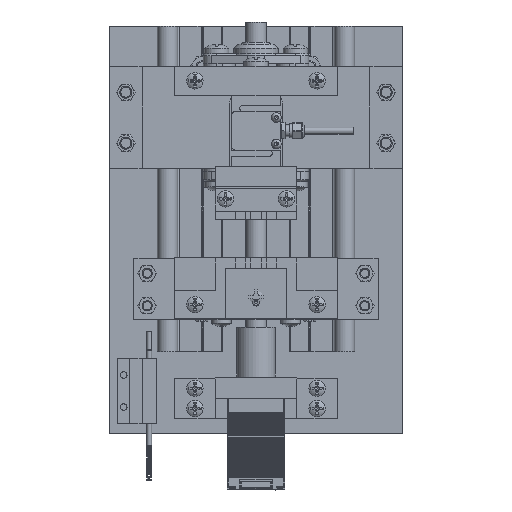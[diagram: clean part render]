
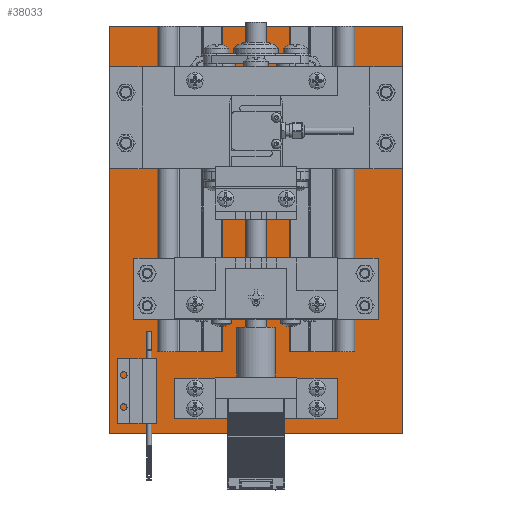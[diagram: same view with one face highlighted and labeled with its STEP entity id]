
A CAD part, top view. The second image highlights one B-rep face of the part: STEP entity #38033.
In plain terms, the highlighted planar face has unit normal (0, 0, 1).
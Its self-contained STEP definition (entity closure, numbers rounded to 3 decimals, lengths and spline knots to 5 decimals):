
#2593=CIRCLE('',#42560,0.00165);
#2594=CIRCLE('',#42561,0.00165);
#2595=CIRCLE('',#42562,0.00165);
#2596=CIRCLE('',#42563,0.00165);
#2597=CIRCLE('',#42564,0.0025);
#2598=CIRCLE('',#42565,0.0025);
#2599=CIRCLE('',#42566,0.0025);
#2600=CIRCLE('',#42567,0.0025);
#2601=CIRCLE('',#42568,0.0025);
#2602=CIRCLE('',#42569,0.0025);
#2603=CIRCLE('',#42570,0.0025);
#2604=CIRCLE('',#42571,0.0025);
#7181=ORIENTED_EDGE('',*,*,#16494,.F.);
#7182=ORIENTED_EDGE('',*,*,#16495,.F.);
#7183=ORIENTED_EDGE('',*,*,#16496,.F.);
#7184=ORIENTED_EDGE('',*,*,#16497,.F.);
#7185=ORIENTED_EDGE('',*,*,#16498,.F.);
#7186=ORIENTED_EDGE('',*,*,#16499,.F.);
#7187=ORIENTED_EDGE('',*,*,#16500,.F.);
#7188=ORIENTED_EDGE('',*,*,#16501,.F.);
#7189=ORIENTED_EDGE('',*,*,#16502,.F.);
#7190=ORIENTED_EDGE('',*,*,#16503,.F.);
#7191=ORIENTED_EDGE('',*,*,#16504,.F.);
#7192=ORIENTED_EDGE('',*,*,#16505,.F.);
#7193=ORIENTED_EDGE('',*,*,#16484,.F.);
#7194=ORIENTED_EDGE('',*,*,#16488,.T.);
#7195=ORIENTED_EDGE('',*,*,#16491,.F.);
#7196=ORIENTED_EDGE('',*,*,#16493,.F.);
#16484=EDGE_CURVE('',#21435,#21436,#24947,.T.);
#16488=EDGE_CURVE('',#21435,#21438,#24951,.T.);
#16491=EDGE_CURVE('',#21440,#21438,#24954,.T.);
#16493=EDGE_CURVE('',#21436,#21440,#24956,.T.);
#16494=EDGE_CURVE('',#21441,#21441,#2593,.T.);
#16495=EDGE_CURVE('',#21442,#21442,#2594,.T.);
#16496=EDGE_CURVE('',#21443,#21443,#2595,.T.);
#16497=EDGE_CURVE('',#21444,#21444,#2596,.T.);
#16498=EDGE_CURVE('',#21445,#21445,#2597,.T.);
#16499=EDGE_CURVE('',#21446,#21446,#2598,.T.);
#16500=EDGE_CURVE('',#21447,#21447,#2599,.T.);
#16501=EDGE_CURVE('',#21448,#21448,#2600,.T.);
#16502=EDGE_CURVE('',#21449,#21449,#2601,.T.);
#16503=EDGE_CURVE('',#21450,#21450,#2602,.T.);
#16504=EDGE_CURVE('',#21451,#21451,#2603,.T.);
#16505=EDGE_CURVE('',#21452,#21452,#2604,.T.);
#21435=VERTEX_POINT('',#61552);
#21436=VERTEX_POINT('',#61554);
#21438=VERTEX_POINT('',#61560);
#21440=VERTEX_POINT('',#61566);
#21441=VERTEX_POINT('',#61573);
#21442=VERTEX_POINT('',#61575);
#21443=VERTEX_POINT('',#61577);
#21444=VERTEX_POINT('',#61579);
#21445=VERTEX_POINT('',#61581);
#21446=VERTEX_POINT('',#61583);
#21447=VERTEX_POINT('',#61585);
#21448=VERTEX_POINT('',#61587);
#21449=VERTEX_POINT('',#61589);
#21450=VERTEX_POINT('',#61591);
#21451=VERTEX_POINT('',#61593);
#21452=VERTEX_POINT('',#61595);
#24947=LINE('',#61553,#28067);
#24951=LINE('',#61561,#28071);
#24954=LINE('',#61567,#28074);
#24956=LINE('',#61570,#28076);
#28067=VECTOR('',#49070,1.);
#28071=VECTOR('',#49076,1.);
#28074=VECTOR('',#49081,1.);
#28076=VECTOR('',#49085,1.);
#31063=EDGE_LOOP('',(#7181));
#31064=EDGE_LOOP('',(#7182));
#31065=EDGE_LOOP('',(#7183));
#31066=EDGE_LOOP('',(#7184));
#31067=EDGE_LOOP('',(#7185));
#31068=EDGE_LOOP('',(#7186));
#31069=EDGE_LOOP('',(#7187));
#31070=EDGE_LOOP('',(#7188));
#31071=EDGE_LOOP('',(#7189));
#31072=EDGE_LOOP('',(#7190));
#31073=EDGE_LOOP('',(#7191));
#31074=EDGE_LOOP('',(#7192));
#31075=EDGE_LOOP('',(#7193,#7194,#7195,#7196));
#34019=FACE_BOUND('',#31063,.T.);
#34020=FACE_BOUND('',#31064,.T.);
#34021=FACE_BOUND('',#31065,.T.);
#34022=FACE_BOUND('',#31066,.T.);
#34023=FACE_BOUND('',#31067,.T.);
#34024=FACE_BOUND('',#31068,.T.);
#34025=FACE_BOUND('',#31069,.T.);
#34026=FACE_BOUND('',#31070,.T.);
#34027=FACE_BOUND('',#31071,.T.);
#34028=FACE_BOUND('',#31072,.T.);
#34029=FACE_BOUND('',#31073,.T.);
#34030=FACE_BOUND('',#31074,.T.);
#34031=FACE_BOUND('',#31075,.T.);
#36602=PLANE('',#42559);
#38033=ADVANCED_FACE('',(#34019,#34020,#34021,#34022,#34023,#34024,#34025,
#34026,#34027,#34028,#34029,#34030,#34031),#36602,.T.);
#42559=AXIS2_PLACEMENT_3D('',#61571,#49086,#49087);
#42560=AXIS2_PLACEMENT_3D('',#61572,#49088,#49089);
#42561=AXIS2_PLACEMENT_3D('',#61574,#49090,#49091);
#42562=AXIS2_PLACEMENT_3D('',#61576,#49092,#49093);
#42563=AXIS2_PLACEMENT_3D('',#61578,#49094,#49095);
#42564=AXIS2_PLACEMENT_3D('',#61580,#49096,#49097);
#42565=AXIS2_PLACEMENT_3D('',#61582,#49098,#49099);
#42566=AXIS2_PLACEMENT_3D('',#61584,#49100,#49101);
#42567=AXIS2_PLACEMENT_3D('',#61586,#49102,#49103);
#42568=AXIS2_PLACEMENT_3D('',#61588,#49104,#49105);
#42569=AXIS2_PLACEMENT_3D('',#61590,#49106,#49107);
#42570=AXIS2_PLACEMENT_3D('',#61592,#49108,#49109);
#42571=AXIS2_PLACEMENT_3D('',#61594,#49110,#49111);
#49070=DIRECTION('',(1.,0.,0.));
#49076=DIRECTION('',(0.,-1.,0.));
#49081=DIRECTION('',(-1.,0.,0.));
#49085=DIRECTION('',(0.,-1.,0.));
#49086=DIRECTION('',(0.,0.,1.));
#49087=DIRECTION('',(1.,0.,0.));
#49088=DIRECTION('',(0.,0.,1.));
#49089=DIRECTION('',(1.,0.,0.));
#49090=DIRECTION('',(0.,0.,1.));
#49091=DIRECTION('',(1.,0.,0.));
#49092=DIRECTION('',(0.,0.,1.));
#49093=DIRECTION('',(1.,0.,0.));
#49094=DIRECTION('',(0.,0.,1.));
#49095=DIRECTION('',(1.,0.,0.));
#49096=DIRECTION('',(0.,0.,1.));
#49097=DIRECTION('',(1.,0.,0.));
#49098=DIRECTION('',(0.,0.,1.));
#49099=DIRECTION('',(1.,0.,0.));
#49100=DIRECTION('',(0.,0.,1.));
#49101=DIRECTION('',(1.,0.,0.));
#49102=DIRECTION('',(0.,0.,1.));
#49103=DIRECTION('',(1.,0.,0.));
#49104=DIRECTION('',(0.,0.,1.));
#49105=DIRECTION('',(1.,0.,0.));
#49106=DIRECTION('',(0.,0.,1.));
#49107=DIRECTION('',(1.,0.,0.));
#49108=DIRECTION('',(0.,0.,1.));
#49109=DIRECTION('',(1.,0.,0.));
#49110=DIRECTION('',(0.,0.,1.));
#49111=DIRECTION('',(1.,0.,0.));
#61552=CARTESIAN_POINT('',(-0.072,0.,0.01));
#61553=CARTESIAN_POINT('',(0.01325,0.,0.01));
#61554=CARTESIAN_POINT('',(0.072,0.,0.01));
#61560=CARTESIAN_POINT('',(-0.072,-0.2,0.01));
#61561=CARTESIAN_POINT('',(-0.072,-0.1,0.01));
#61566=CARTESIAN_POINT('',(0.072,-0.2,0.01));
#61567=CARTESIAN_POINT('',(0.,-0.2,0.01));
#61570=CARTESIAN_POINT('',(0.072,-0.1,0.01));
#61571=CARTESIAN_POINT('',(0.,-0.1,0.01));
#61572=CARTESIAN_POINT('',(-0.03,-0.188,0.01));
#61573=CARTESIAN_POINT('',(-0.02835,-0.188,0.01));
#61574=CARTESIAN_POINT('',(0.03,-0.178,0.01));
#61575=CARTESIAN_POINT('',(0.03165,-0.178,0.01));
#61576=CARTESIAN_POINT('',(0.03,-0.188,0.01));
#61577=CARTESIAN_POINT('',(0.03165,-0.188,0.01));
#61578=CARTESIAN_POINT('',(-0.03,-0.178,0.01));
#61579=CARTESIAN_POINT('',(-0.02835,-0.178,0.01));
#61580=CARTESIAN_POINT('',(0.064,-0.0575,0.01));
#61581=CARTESIAN_POINT('',(0.0665,-0.0575,0.01));
#61582=CARTESIAN_POINT('',(-0.0265,-0.14,0.01));
#61583=CARTESIAN_POINT('',(-0.024,-0.14,0.01));
#61584=CARTESIAN_POINT('',(0.0265,-0.14,0.01));
#61585=CARTESIAN_POINT('',(0.029,-0.14,0.01));
#61586=CARTESIAN_POINT('',(0.064,-0.0325,0.01));
#61587=CARTESIAN_POINT('',(0.0665,-0.0325,0.01));
#61588=CARTESIAN_POINT('',(0.0265,-0.02,0.01));
#61589=CARTESIAN_POINT('',(0.029,-0.02,0.01));
#61590=CARTESIAN_POINT('',(-0.0265,-0.02,0.01));
#61591=CARTESIAN_POINT('',(-0.024,-0.02,0.01));
#61592=CARTESIAN_POINT('',(-0.064,-0.0325,0.01));
#61593=CARTESIAN_POINT('',(-0.0615,-0.0325,0.01));
#61594=CARTESIAN_POINT('',(-0.064,-0.0575,0.01));
#61595=CARTESIAN_POINT('',(-0.0615,-0.0575,0.01));
